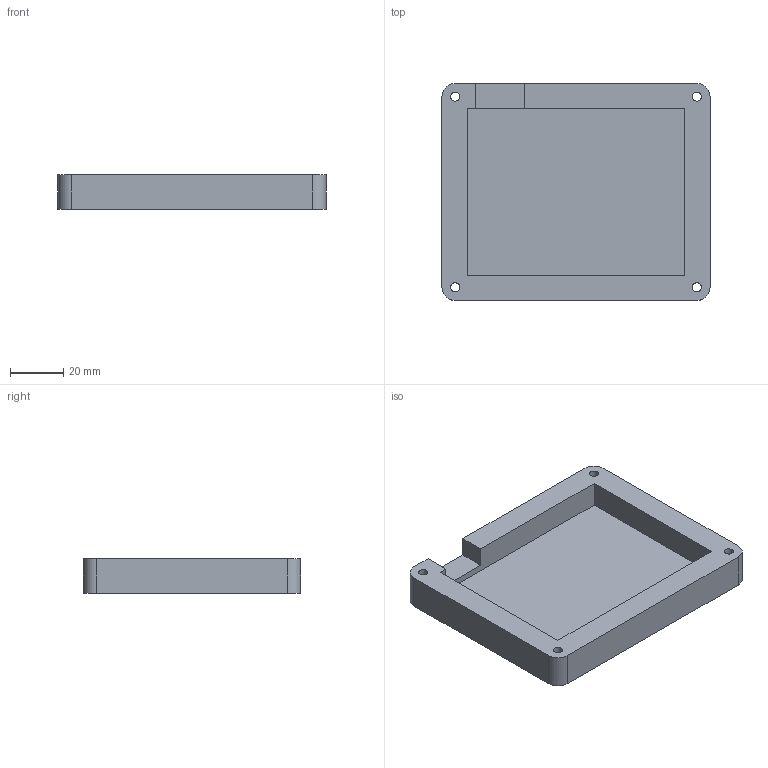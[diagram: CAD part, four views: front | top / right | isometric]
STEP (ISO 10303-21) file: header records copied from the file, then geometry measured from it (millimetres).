
FILE_DESCRIPTION(/* description */ (''),/* implementation_level */ '2;1');
FILE_NAME(/* name */ 'Bottom.step',/* time_stamp */ '2026-01-28T12:23:31-05:00',/* author */ (''),/* organization */ (''),/* preprocessor_version */ 'ST-DEVELOPER v20.1',/* originating_system */ 'Autodesk Translation Framework v14.24.0.0',/* authorisation */ '');
FILE_SCHEMA (('AUTOMOTIVE_DESIGN { 1 0 10303 214 3 1 1 }'));
Length unit declared in the file: millimetre
Products named in the file (2): 2026-01-19-20-39-05-159; 2026-01-19-20-39-29-583
Bounding box: 100.96 x 81.72 x 13 mm (x, y, z)
Volume: 53529.1 mm3; surface area: 24498.3 mm2
Topology: 1 solids, 1 shells, 359 faces, 996 edges, 664 vertices
Faces by surface type: plane 245, bspline 102, cylinder 12
Full cylindrical faces by diameter (mm): 3.4 x4, 6 x4
Entity records: 12343 total; most frequent: CARTESIAN_POINT 3756, ORIENTED_EDGE 1992, DIRECTION 1336, EDGE_CURVE 996, LINE 768, VECTOR 768, VERTEX_POINT 664, EDGE_LOOP 392
